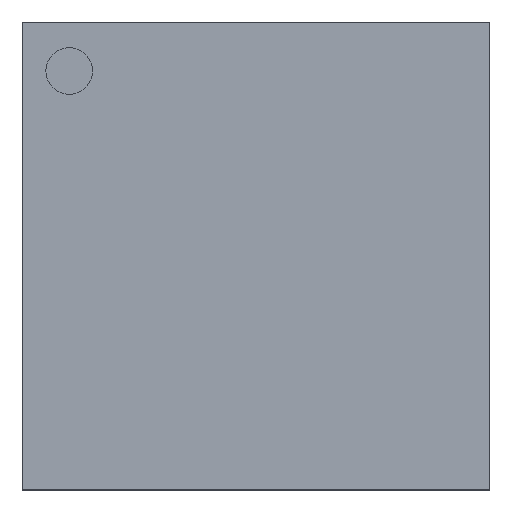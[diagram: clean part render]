
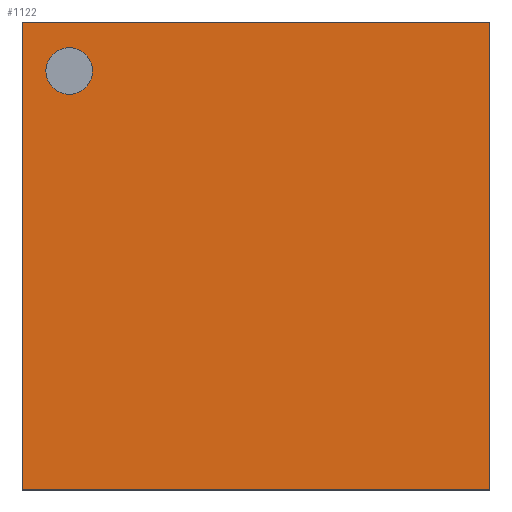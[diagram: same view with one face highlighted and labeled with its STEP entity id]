
A CAD part, top view. The second image highlights one B-rep face of the part: STEP entity #1122.
In plain terms, the highlighted planar face has unit normal (0, 0, 1).
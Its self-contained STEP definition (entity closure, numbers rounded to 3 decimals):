
#22 = CARTESIAN_POINT ( 'NONE',  ( -1., -1., 0.6 ) ) ;
#62 = CIRCLE ( 'NONE', #448, 0.1 ) ;
#91 = CARTESIAN_POINT ( 'NONE',  ( -1., 1., 0.6 ) ) ;
#137 = FACE_OUTER_BOUND ( 'NONE', #670, .T. ) ;
#171 = AXIS2_PLACEMENT_3D ( 'NONE', #866, #503, #1129 ) ;
#189 = CARTESIAN_POINT ( 'NONE',  ( 1., -1., 0.6 ) ) ;
#225 = EDGE_CURVE ( 'NONE', #490, #941, #1133, .T. ) ;
#239 = DIRECTION ( 'NONE',  ( 1., 0., 0. ) ) ;
#244 = DIRECTION ( 'NONE',  ( 0., -1., 0. ) ) ;
#266 = ORIENTED_EDGE ( 'NONE', *, *, #406, .T. ) ;
#269 = LINE ( 'NONE', #91, #624 ) ;
#331 = AXIS2_PLACEMENT_3D ( 'NONE', #542, #810, #619 ) ;
#332 = CARTESIAN_POINT ( 'NONE',  ( 1., 1., 0.6 ) ) ;
#338 = CARTESIAN_POINT ( 'NONE',  ( -0.799, 0.791, 0.6 ) ) ;
#341 = VERTEX_POINT ( 'NONE', #22 ) ;
#342 = CARTESIAN_POINT ( 'NONE',  ( -1., 1., 0.6 ) ) ;
#345 = EDGE_CURVE ( 'NONE', #341, #949, #388, .T. ) ;
#364 = EDGE_CURVE ( 'NONE', #949, #404, #480, .T. ) ;
#383 = CARTESIAN_POINT ( 'NONE',  ( -0.699, 0.791, 0.6 ) ) ;
#388 = LINE ( 'NONE', #459, #653 ) ;
#404 = VERTEX_POINT ( 'NONE', #332 ) ;
#406 = EDGE_CURVE ( 'NONE', #838, #341, #699, .T. ) ;
#448 = AXIS2_PLACEMENT_3D ( 'NONE', #338, #870, #239 ) ;
#459 = CARTESIAN_POINT ( 'NONE',  ( -1., -1., 0.6 ) ) ;
#480 = LINE ( 'NONE', #189, #581 ) ;
#490 = VERTEX_POINT ( 'NONE', #741 ) ;
#503 = DIRECTION ( 'NONE',  ( 0., 0., -1. ) ) ;
#542 = CARTESIAN_POINT ( 'NONE',  ( -0.799, 0.791, 0.6 ) ) ;
#567 = EDGE_CURVE ( 'NONE', #941, #490, #62, .T. ) ;
#581 = VECTOR ( 'NONE', #650, 1000. ) ;
#603 = VECTOR ( 'NONE', #244, 1000. ) ;
#611 = FACE_BOUND ( 'NONE', #748, .T. ) ;
#619 = DIRECTION ( 'NONE',  ( 1., 0., 0. ) ) ;
#624 = VECTOR ( 'NONE', #977, 1000. ) ;
#644 = DIRECTION ( 'NONE',  ( 1., 0., 0. ) ) ;
#650 = DIRECTION ( 'NONE',  ( 0., 1., 0. ) ) ;
#653 = VECTOR ( 'NONE', #644, 1000. ) ;
#670 = EDGE_LOOP ( 'NONE', ( #758, #1004, #266, #772 ) ) ;
#699 = LINE ( 'NONE', #1124, #603 ) ;
#704 = ORIENTED_EDGE ( 'NONE', *, *, #567, .F. ) ;
#741 = CARTESIAN_POINT ( 'NONE',  ( -0.898, 0.791, 0.6 ) ) ;
#745 = CARTESIAN_POINT ( 'NONE',  ( 1., -1., 0.6 ) ) ;
#748 = EDGE_LOOP ( 'NONE', ( #704, #924 ) ) ;
#758 = ORIENTED_EDGE ( 'NONE', *, *, #364, .T. ) ;
#772 = ORIENTED_EDGE ( 'NONE', *, *, #345, .T. ) ;
#810 = DIRECTION ( 'NONE',  ( 0., 0., 1. ) ) ;
#838 = VERTEX_POINT ( 'NONE', #342 ) ;
#866 = CARTESIAN_POINT ( 'NONE',  ( 0., 0., 0.6 ) ) ;
#870 = DIRECTION ( 'NONE',  ( 0., 0., 1. ) ) ;
#924 = ORIENTED_EDGE ( 'NONE', *, *, #225, .F. ) ;
#936 = PLANE ( 'NONE',  #171 ) ;
#941 = VERTEX_POINT ( 'NONE', #383 ) ;
#949 = VERTEX_POINT ( 'NONE', #745 ) ;
#977 = DIRECTION ( 'NONE',  ( -1., 0., 0. ) ) ;
#1004 = ORIENTED_EDGE ( 'NONE', *, *, #1027, .T. ) ;
#1027 = EDGE_CURVE ( 'NONE', #404, #838, #269, .T. ) ;
#1122 = ADVANCED_FACE ( 'NONE', ( #611, #137 ), #936, .F. ) ;
#1124 = CARTESIAN_POINT ( 'NONE',  ( -1., -1., 0.6 ) ) ;
#1129 = DIRECTION ( 'NONE',  ( -1., 0., 0. ) ) ;
#1133 = CIRCLE ( 'NONE', #331, 0.1 ) ;
